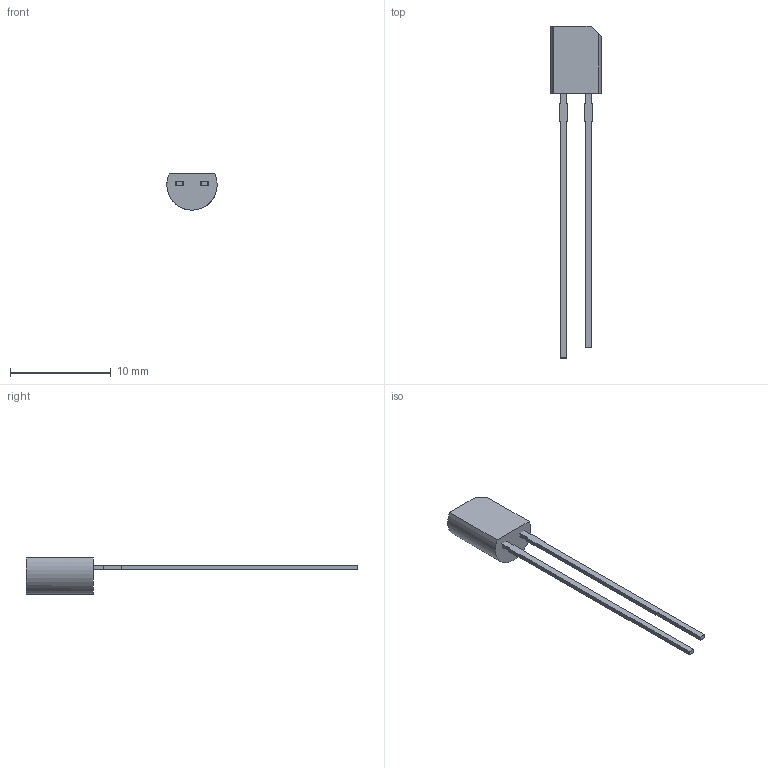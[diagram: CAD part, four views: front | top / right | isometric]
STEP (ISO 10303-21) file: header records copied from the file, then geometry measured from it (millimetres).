
FILE_DESCRIPTION(/* description */ (''),/* implementation_level */ '2;1');
FILE_NAME(/* name */ 'SFH206K v3.step',/* time_stamp */ '2024-09-01T02:27:47+03:00',/* author */ (''),/* organization */ (''),/* preprocessor_version */ 'ST-DEVELOPER v20',/* originating_system */ 'Autodesk Translation Framework v13.14.0.145',/* authorisation */ '');
FILE_SCHEMA (('AUTOMOTIVE_DESIGN { 1 0 10303 214 3 1 1 }'));
Length unit declared in the file: millimetre
Products named in the file (1): SFH206K
Bounding box: 5 x 33 x 3.6 mm (x, y, z)
Volume: 121.1 mm3; surface area: 301.1 mm2
Topology: 5 solids, 5 shells, 54 faces, 132 edges, 88 vertices
Faces by surface type: plane 50, cylinder 3, bspline 1
Entity records: 1723 total; most frequent: CARTESIAN_POINT 381, ORIENTED_EDGE 264, DIRECTION 248, EDGE_CURVE 132, LINE 122, VECTOR 122, VERTEX_POINT 88, AXIS2_PLACEMENT_3D 63
